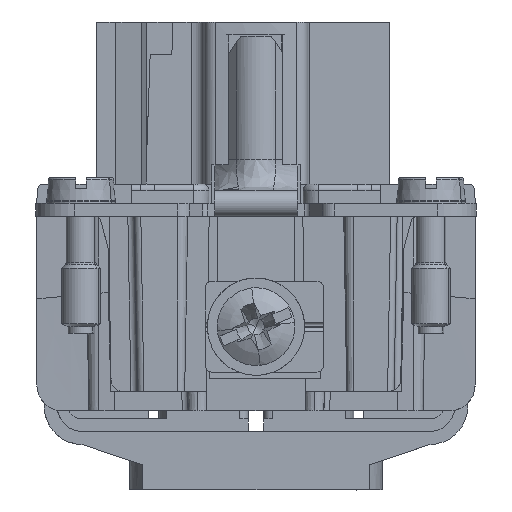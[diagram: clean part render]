
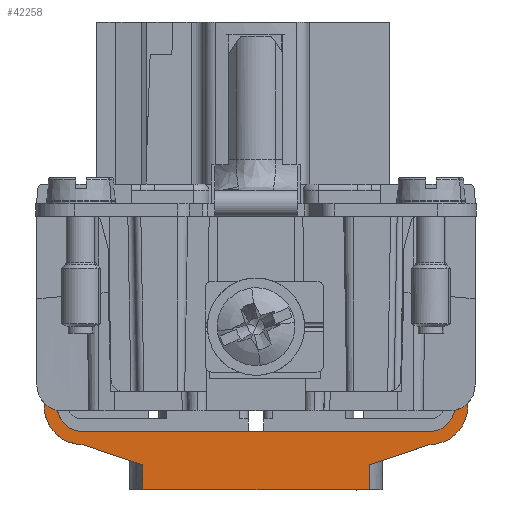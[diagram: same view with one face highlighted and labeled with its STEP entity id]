
A CAD part, front view. The second image highlights one B-rep face of the part: STEP entity #42258.
In plain terms, the highlighted planar face has unit normal (0, -1, 0).
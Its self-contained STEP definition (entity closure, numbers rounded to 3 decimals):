
#41805=AXIS2_PLACEMENT_3D('Circle Axis2P3D',#41803,#41804,$) ;
#42156=AXIS2_PLACEMENT_3D('Plane Axis2P3D',#42153,#42154,#42155) ;
#42183=AXIS2_PLACEMENT_3D('Circle Axis2P3D',#42181,#42182,$) ;
#42207=AXIS2_PLACEMENT_3D('Circle Axis2P3D',#42205,#42206,$) ;
#42219=AXIS2_PLACEMENT_3D('Circle Axis2P3D',#42217,#42218,$) ;
#34978=CARTESIAN_POINT('Vertex',(0.5,15.45,13.6)) ;
#34981=CARTESIAN_POINT('Line Origine',(1.075,15.45,13.6)) ;
#34985=CARTESIAN_POINT('Vertex',(1.65,15.45,13.6)) ;
#35044=CARTESIAN_POINT('Vertex',(0.65,15.45,12.654)) ;
#35047=CARTESIAN_POINT('Line Origine',(0.575,15.45,12.654)) ;
#35051=CARTESIAN_POINT('Vertex',(0.5,15.45,12.654)) ;
#39378=CARTESIAN_POINT('Vertex',(32.35,15.45,13.6)) ;
#39381=CARTESIAN_POINT('Line Origine',(32.925,15.45,13.6)) ;
#39385=CARTESIAN_POINT('Vertex',(33.5,15.45,13.6)) ;
#39448=CARTESIAN_POINT('Vertex',(33.5,15.45,12.654)) ;
#39451=CARTESIAN_POINT('Line Origine',(33.425,15.45,12.654)) ;
#39455=CARTESIAN_POINT('Vertex',(33.35,15.45,12.654)) ;
#41779=CARTESIAN_POINT('Line Origine',(1.65,15.45,10.05)) ;
#41783=CARTESIAN_POINT('Vertex',(1.65,15.45,6.5)) ;
#41803=CARTESIAN_POINT('Axis2P3D Location',(3.65,15.45,6.5)) ;
#41807=CARTESIAN_POINT('Vertex',(3.65,15.45,4.5)) ;
#41866=CARTESIAN_POINT('Line Origine',(17.,15.45,4.5)) ;
#41870=CARTESIAN_POINT('Vertex',(30.35,15.45,4.5)) ;
#42139=CARTESIAN_POINT('Line Origine',(0.5,15.45,13.127)) ;
#42153=CARTESIAN_POINT('Axis2P3D Location',(25.728,15.45,4.5)) ;
#42158=CARTESIAN_POINT('Line Origine',(17.,15.45,0.)) ;
#42162=CARTESIAN_POINT('Vertex',(25.728,15.45,0.)) ;
#42164=CARTESIAN_POINT('Vertex',(8.272,15.45,0.)) ;
#42167=CARTESIAN_POINT('Line Origine',(25.728,15.45,0.971)) ;
#42171=CARTESIAN_POINT('Vertex',(25.728,15.45,1.942)) ;
#42174=CARTESIAN_POINT('Line Origine',(28.074,15.45,2.722)) ;
#42178=CARTESIAN_POINT('Vertex',(30.421,15.45,3.501)) ;
#42181=CARTESIAN_POINT('Axis2P3D Location',(30.35,15.45,6.5)) ;
#42185=CARTESIAN_POINT('Vertex',(33.35,15.45,6.5)) ;
#42188=CARTESIAN_POINT('Line Origine',(33.35,15.45,9.577)) ;
#42193=CARTESIAN_POINT('Line Origine',(33.5,15.45,13.127)) ;
#42198=CARTESIAN_POINT('Line Origine',(32.35,15.45,10.05)) ;
#42202=CARTESIAN_POINT('Vertex',(32.35,15.45,6.5)) ;
#42205=CARTESIAN_POINT('Axis2P3D Location',(30.35,15.45,6.5)) ;
#42210=CARTESIAN_POINT('Line Origine',(0.65,15.45,9.577)) ;
#42214=CARTESIAN_POINT('Vertex',(0.65,15.45,6.5)) ;
#42217=CARTESIAN_POINT('Axis2P3D Location',(3.65,15.45,6.5)) ;
#42221=CARTESIAN_POINT('Vertex',(3.579,15.45,3.501)) ;
#42224=CARTESIAN_POINT('Line Origine',(5.926,15.45,2.722)) ;
#42228=CARTESIAN_POINT('Vertex',(8.272,15.45,1.942)) ;
#42231=CARTESIAN_POINT('Line Origine',(8.272,15.45,0.971)) ;
#34982=DIRECTION('Vector Direction',(-1.,0.,0.)) ;
#35048=DIRECTION('Vector Direction',(-1.,0.,0.)) ;
#39382=DIRECTION('Vector Direction',(-1.,0.,0.)) ;
#39452=DIRECTION('Vector Direction',(-1.,0.,0.)) ;
#41780=DIRECTION('Vector Direction',(0.,0.,-1.)) ;
#41804=DIRECTION('Axis2P3D Direction',(0.,1.,0.)) ;
#41867=DIRECTION('Vector Direction',(-1.,0.,0.)) ;
#42140=DIRECTION('Vector Direction',(0.,0.,1.)) ;
#42154=DIRECTION('Axis2P3D Direction',(0.,-1.,0.)) ;
#42155=DIRECTION('Axis2P3D XDirection',(-1.,0.,0.)) ;
#42159=DIRECTION('Vector Direction',(-1.,0.,0.)) ;
#42168=DIRECTION('Vector Direction',(0.,0.,-1.)) ;
#42175=DIRECTION('Vector Direction',(0.949,0.,0.315)) ;
#42182=DIRECTION('Axis2P3D Direction',(0.,-1.,0.)) ;
#42189=DIRECTION('Vector Direction',(0.,0.,1.)) ;
#42194=DIRECTION('Vector Direction',(0.,0.,1.)) ;
#42199=DIRECTION('Vector Direction',(0.,0.,-1.)) ;
#42206=DIRECTION('Axis2P3D Direction',(0.,-1.,0.)) ;
#42211=DIRECTION('Vector Direction',(0.,0.,1.)) ;
#42218=DIRECTION('Axis2P3D Direction',(0.,-1.,0.)) ;
#42225=DIRECTION('Vector Direction',(-0.949,0.,0.315)) ;
#42232=DIRECTION('Vector Direction',(0.,0.,-1.)) ;
#34983=VECTOR('Line Direction',#34982,1.) ;
#35049=VECTOR('Line Direction',#35048,1.) ;
#39383=VECTOR('Line Direction',#39382,1.) ;
#39453=VECTOR('Line Direction',#39452,1.) ;
#41781=VECTOR('Line Direction',#41780,1.) ;
#41868=VECTOR('Line Direction',#41867,1.) ;
#42141=VECTOR('Line Direction',#42140,1.) ;
#42160=VECTOR('Line Direction',#42159,1.) ;
#42169=VECTOR('Line Direction',#42168,1.) ;
#42176=VECTOR('Line Direction',#42175,1.) ;
#42190=VECTOR('Line Direction',#42189,1.) ;
#42195=VECTOR('Line Direction',#42194,1.) ;
#42200=VECTOR('Line Direction',#42199,1.) ;
#42212=VECTOR('Line Direction',#42211,1.) ;
#42226=VECTOR('Line Direction',#42225,1.) ;
#42233=VECTOR('Line Direction',#42232,1.) ;
#42237=ORIENTED_EDGE('',*,*,#42166,.F.) ;
#42238=ORIENTED_EDGE('',*,*,#42173,.F.) ;
#42239=ORIENTED_EDGE('',*,*,#42180,.F.) ;
#42240=ORIENTED_EDGE('',*,*,#42187,.T.) ;
#42241=ORIENTED_EDGE('',*,*,#42192,.T.) ;
#42242=ORIENTED_EDGE('',*,*,#39457,.T.) ;
#42243=ORIENTED_EDGE('',*,*,#42197,.T.) ;
#42244=ORIENTED_EDGE('',*,*,#39387,.T.) ;
#42245=ORIENTED_EDGE('',*,*,#42204,.T.) ;
#42246=ORIENTED_EDGE('',*,*,#42209,.T.) ;
#42247=ORIENTED_EDGE('',*,*,#41872,.T.) ;
#42248=ORIENTED_EDGE('',*,*,#41809,.F.) ;
#42249=ORIENTED_EDGE('',*,*,#41785,.F.) ;
#42250=ORIENTED_EDGE('',*,*,#34987,.F.) ;
#42251=ORIENTED_EDGE('',*,*,#42143,.F.) ;
#42252=ORIENTED_EDGE('',*,*,#35053,.F.) ;
#42253=ORIENTED_EDGE('',*,*,#42216,.F.) ;
#42254=ORIENTED_EDGE('',*,*,#42223,.F.) ;
#42255=ORIENTED_EDGE('',*,*,#42230,.T.) ;
#42256=ORIENTED_EDGE('',*,*,#42235,.T.) ;
#42258=ADVANCED_FACE('Hauptk\X2\00F6\X0\rper',(#42257),#42157,.T.) ;
#41806=CIRCLE('generated circle',#41805,2.) ;
#42184=CIRCLE('generated circle',#42183,3.) ;
#42208=CIRCLE('generated circle',#42207,2.) ;
#42220=CIRCLE('generated circle',#42219,3.) ;
#34987=EDGE_CURVE('',#34979,#34986,#34984,.F.) ;
#35053=EDGE_CURVE('',#35045,#35052,#35050,.T.) ;
#39387=EDGE_CURVE('',#39386,#39379,#39384,.T.) ;
#39457=EDGE_CURVE('',#39456,#39449,#39454,.F.) ;
#41785=EDGE_CURVE('',#34986,#41784,#41782,.T.) ;
#41809=EDGE_CURVE('',#41784,#41808,#41806,.F.) ;
#41872=EDGE_CURVE('',#41871,#41808,#41869,.T.) ;
#42143=EDGE_CURVE('',#35052,#34979,#42142,.T.) ;
#42166=EDGE_CURVE('',#42163,#42165,#42161,.T.) ;
#42173=EDGE_CURVE('',#42172,#42163,#42170,.T.) ;
#42180=EDGE_CURVE('',#42179,#42172,#42177,.F.) ;
#42187=EDGE_CURVE('',#42179,#42186,#42184,.T.) ;
#42192=EDGE_CURVE('',#42186,#39456,#42191,.T.) ;
#42197=EDGE_CURVE('',#39449,#39386,#42196,.T.) ;
#42204=EDGE_CURVE('',#39379,#42203,#42201,.T.) ;
#42209=EDGE_CURVE('',#42203,#41871,#42208,.F.) ;
#42216=EDGE_CURVE('',#42215,#35045,#42213,.T.) ;
#42223=EDGE_CURVE('',#42222,#42215,#42220,.F.) ;
#42230=EDGE_CURVE('',#42222,#42229,#42227,.F.) ;
#42235=EDGE_CURVE('',#42229,#42165,#42234,.T.) ;
#42236=EDGE_LOOP('',(#42237,#42238,#42239,#42240,#42241,#42242,#42243,#42244,#42245,#42246,#42247,#42248,#42249,#42250,#42251,#42252,#42253,#42254,#42255,#42256)) ;
#42257=FACE_OUTER_BOUND('',#42236,.T.) ;
#34984=LINE('Line',#34981,#34983) ;
#35050=LINE('Line',#35047,#35049) ;
#39384=LINE('Line',#39381,#39383) ;
#39454=LINE('Line',#39451,#39453) ;
#41782=LINE('Line',#41779,#41781) ;
#41869=LINE('Line',#41866,#41868) ;
#42142=LINE('Line',#42139,#42141) ;
#42161=LINE('Line',#42158,#42160) ;
#42170=LINE('Line',#42167,#42169) ;
#42177=LINE('Line',#42174,#42176) ;
#42191=LINE('Line',#42188,#42190) ;
#42196=LINE('Line',#42193,#42195) ;
#42201=LINE('Line',#42198,#42200) ;
#42213=LINE('Line',#42210,#42212) ;
#42227=LINE('Line',#42224,#42226) ;
#42234=LINE('Line',#42231,#42233) ;
#42157=PLANE('',#42156) ;
#34979=VERTEX_POINT('',#34978) ;
#34986=VERTEX_POINT('',#34985) ;
#35045=VERTEX_POINT('',#35044) ;
#35052=VERTEX_POINT('',#35051) ;
#39379=VERTEX_POINT('',#39378) ;
#39386=VERTEX_POINT('',#39385) ;
#39449=VERTEX_POINT('',#39448) ;
#39456=VERTEX_POINT('',#39455) ;
#41784=VERTEX_POINT('',#41783) ;
#41808=VERTEX_POINT('',#41807) ;
#41871=VERTEX_POINT('',#41870) ;
#42163=VERTEX_POINT('',#42162) ;
#42165=VERTEX_POINT('',#42164) ;
#42172=VERTEX_POINT('',#42171) ;
#42179=VERTEX_POINT('',#42178) ;
#42186=VERTEX_POINT('',#42185) ;
#42203=VERTEX_POINT('',#42202) ;
#42215=VERTEX_POINT('',#42214) ;
#42222=VERTEX_POINT('',#42221) ;
#42229=VERTEX_POINT('',#42228) ;
